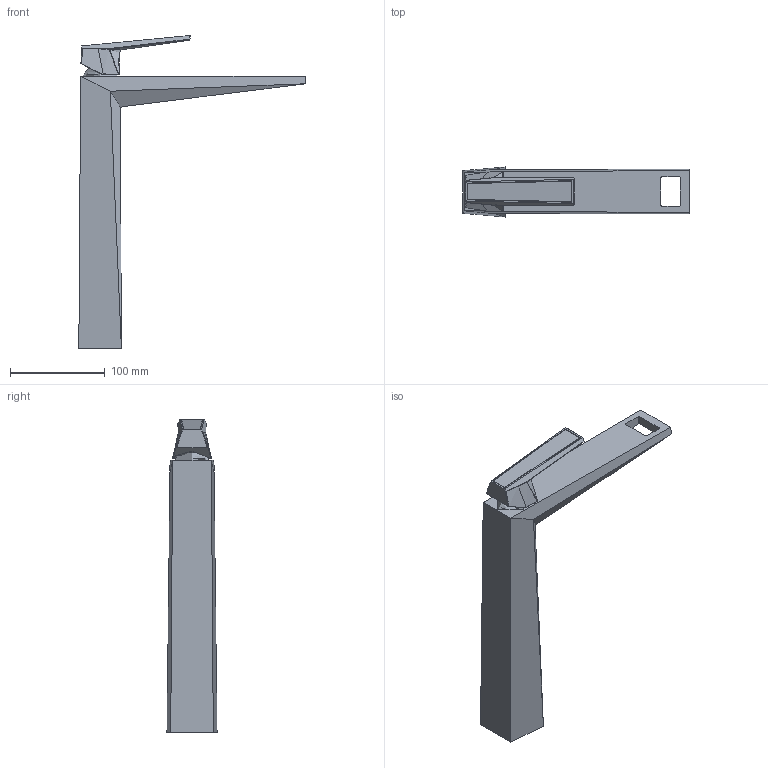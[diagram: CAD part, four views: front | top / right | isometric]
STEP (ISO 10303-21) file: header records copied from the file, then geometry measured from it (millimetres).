
FILE_DESCRIPTION(/* description */ ('Unknown'),/* implementation_level */ '2;1');
FILE_NAME(/* name */ '24418000',/* time_stamp */ '2022-11-05T12:28:22+01:00',/* author */ ('Unknown'),/* organization */ ('GROHE AG'),/* preprocessor_version */ 'ST-DEVELOPER v16.7',/* originating_system */ 'DEX',/* authorisation */ $);
FILE_SCHEMA (('AUTOMOTIVE_DESIGN {1 0 10303 214 3 1 1}'));
Length unit declared in the file: millimetre
Products named in the file (7): 24418000; 418069040_HEBEL_LEVER_100302217; 418070BN2_PLATTE_PLATE_100302232; 418041038_HEBEL_EHM-_OHM_LEVER_100301499; A4229684_DECKEL_COVER_01493138; 400458038_KAPPE_CAP_01384065; 408172038_GEH_EHM_WT_OHM_BASIN_01983775
Assembly tree (6 placements, depth 3):
  24418000
    418069040_HEBEL_LEVER_100302217
      418070BN2_PLATTE_PLATE_100302232
      418041038_HEBEL_EHM-_OHM_LEVER_100301499
    A4229684_DECKEL_COVER_01493138
    400458038_KAPPE_CAP_01384065
    408172038_GEH_EHM_WT_OHM_BASIN_01983775
Bounding box: 239.2 x 52.91 x 330.74 mm (x, y, z)
Volume: 607462 mm3
Topology: 5 solids, 13 shells, 811 faces, 1946 edges, 1126 vertices
Faces by surface type: cylinder 279, bspline 213, plane 181, torus 75, sphere 32, cone 31
Full cylindrical faces by diameter (mm): 0.6 x1, 3.242 x2, 4.917 x2, 5.917 x1, 13 x2, 31.5 x1, 36.8 x1, 37.787 x1, 38.9 x2
Entity records: 30201 total; most frequent: CARTESIAN_POINT 10777, ORIENTED_EDGE 3736, DIRECTION 3258, EDGE_CURVE 1868, AXIS2_PLACEMENT_3D 1289, VERTEX_POINT 1111, EDGE_LOOP 849, FACE_BOUND 849
